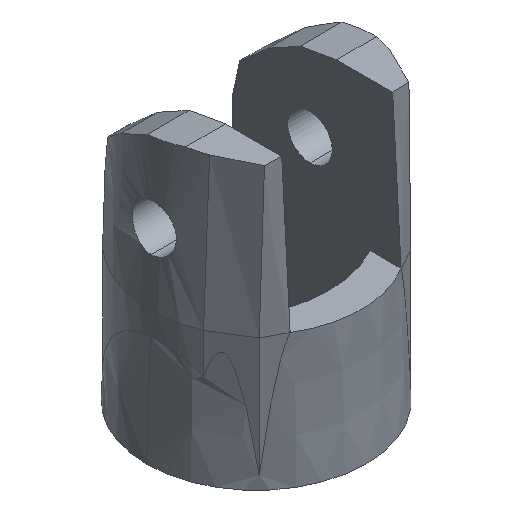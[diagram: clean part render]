
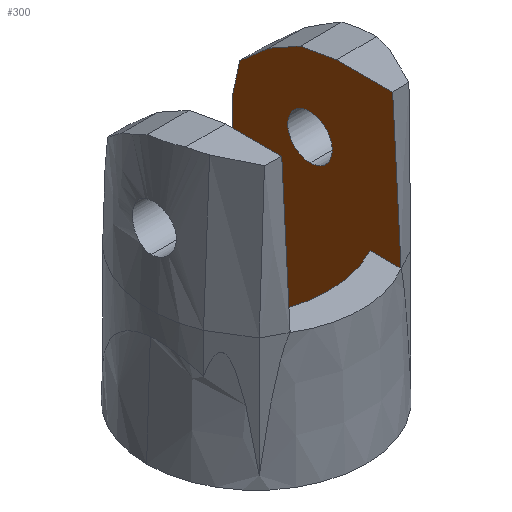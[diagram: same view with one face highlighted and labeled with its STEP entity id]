
A CAD part, isometric view. The second image highlights one B-rep face of the part: STEP entity #300.
In plain terms, the highlighted planar face has unit normal (-1, 0, 0).
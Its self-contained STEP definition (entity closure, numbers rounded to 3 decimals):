
#22 = ORIENTED_EDGE ( 'NONE', *, *, #739, .T. ) ;
#30 = DIRECTION ( 'NONE',  ( 0., -1., 0. ) ) ;
#36 = VECTOR ( 'NONE', #438, 1000. ) ;
#42 = VECTOR ( 'NONE', #1126, 1000. ) ;
#46 = CARTESIAN_POINT ( 'NONE',  ( 14.994, -4.734, 0.725 ) ) ;
#54 = CARTESIAN_POINT ( 'NONE',  ( 14.994, -6.926, 10.058 ) ) ;
#71 = VERTEX_POINT ( 'NONE', #46 ) ;
#75 = VERTEX_POINT ( 'NONE', #1383 ) ;
#83 = EDGE_CURVE ( 'NONE', #685, #992, #170, .T. ) ;
#86 = DIRECTION ( 'NONE',  ( 0., 0., 1. ) ) ;
#101 = DIRECTION ( 'NONE',  ( 0., 0., 1. ) ) ;
#103 = CARTESIAN_POINT ( 'NONE',  ( 14.994, 5.009, 10.058 ) ) ;
#115 = VECTOR ( 'NONE', #449, 1000. ) ;
#118 = EDGE_CURVE ( 'NONE', #569, #901, #960, .T. ) ;
#124 = CARTESIAN_POINT ( 'NONE',  ( 14.994, -6.33, 20.581 ) ) ;
#148 = VECTOR ( 'NONE', #890, 1000. ) ;
#160 = CARTESIAN_POINT ( 'NONE',  ( 14.994, -2.346, 20.581 ) ) ;
#170 = LINE ( 'NONE', #54, #42 ) ;
#178 = EDGE_CURVE ( 'NONE', #685, #371, #1115, .T. ) ;
#182 = CARTESIAN_POINT ( 'NONE',  ( 14.994, 7.922, 1.859 ) ) ;
#218 = VERTEX_POINT ( 'NONE', #1388 ) ;
#233 = LINE ( 'NONE', #1098, #677 ) ;
#245 = ORIENTED_EDGE ( 'NONE', *, *, #118, .F. ) ;
#256 = EDGE_LOOP ( 'NONE', ( #458, #532 ) ) ;
#289 = VECTOR ( 'NONE', #1517, 1000. ) ;
#291 = DIRECTION ( 'NONE',  ( 0., -0.985, 0.175 ) ) ;
#300 = ADVANCED_FACE ( 'NONE', ( #1308, #1607 ), #986, .F. ) ;
#301 = CARTESIAN_POINT ( 'NONE',  ( 14.994, 2.861, 0.725 ) ) ;
#306 = DIRECTION ( 'NONE',  ( 0., 0., 1. ) ) ;
#316 = LINE ( 'NONE', #1524, #289 ) ;
#333 = DIRECTION ( 'NONE',  ( 0., -0.219, 0.976 ) ) ;
#335 = LINE ( 'NONE', #301, #1301 ) ;
#339 = CARTESIAN_POINT ( 'NONE',  ( 14.994, 5.009, 14.852 ) ) ;
#371 = VERTEX_POINT ( 'NONE', #1447 ) ;
#372 = DIRECTION ( 'NONE',  ( 0., 0., 1. ) ) ;
#379 = EDGE_LOOP ( 'NONE', ( #756, #1081, #22, #1451, #1715, #1093, #1305, #743, #1064, #1403, #245, #1290 ) ) ;
#389 = EDGE_CURVE ( 'NONE', #1729, #1534, #1346, .T. ) ;
#397 = AXIS2_PLACEMENT_3D ( 'NONE', #1373, #1429, #1452 ) ;
#438 = DIRECTION ( 'NONE',  ( 0., -1., 0. ) ) ;
#449 = DIRECTION ( 'NONE',  ( 0., 0., 1. ) ) ;
#458 = ORIENTED_EDGE ( 'NONE', *, *, #634, .F. ) ;
#532 = ORIENTED_EDGE ( 'NONE', *, *, #813, .F. ) ;
#564 = VECTOR ( 'NONE', #574, 1000. ) ;
#569 = VERTEX_POINT ( 'NONE', #823 ) ;
#572 = CARTESIAN_POINT ( 'NONE',  ( 14.994, 5.009, 15.319 ) ) ;
#574 = DIRECTION ( 'NONE',  ( 0., 1., 0. ) ) ;
#579 = CARTESIAN_POINT ( 'NONE',  ( 14.994, -0.591, 10.058 ) ) ;
#613 = CARTESIAN_POINT ( 'NONE',  ( 14.994, 11.692, 10.803 ) ) ;
#634 = EDGE_CURVE ( 'NONE', #75, #218, #1161, .T. ) ;
#637 = LINE ( 'NONE', #1672, #36 ) ;
#640 = VERTEX_POINT ( 'NONE', #160 ) ;
#660 = VECTOR ( 'NONE', #333, 1000. ) ;
#677 = VECTOR ( 'NONE', #291, 1000. ) ;
#678 = VECTOR ( 'NONE', #101, 1000. ) ;
#685 = VERTEX_POINT ( 'NONE', #1497 ) ;
#694 = CIRCLE ( 'NONE', #1635, 1.578 ) ;
#728 = EDGE_CURVE ( 'NONE', #1729, #71, #335, .T. ) ;
#739 = EDGE_CURVE ( 'NONE', #1706, #1534, #637, .T. ) ;
#743 = ORIENTED_EDGE ( 'NONE', *, *, #83, .T. ) ;
#752 = CARTESIAN_POINT ( 'NONE',  ( 14.994, 10.476, 14.437 ) ) ;
#756 = ORIENTED_EDGE ( 'NONE', *, *, #1622, .F. ) ;
#779 = CARTESIAN_POINT ( 'NONE',  ( 14.994, 2.861, 0.725 ) ) ;
#813 = EDGE_CURVE ( 'NONE', #218, #75, #694, .T. ) ;
#823 = CARTESIAN_POINT ( 'NONE',  ( 14.994, 2.469, 18.884 ) ) ;
#890 = DIRECTION ( 'NONE',  ( 0., -0.752, 0.659 ) ) ;
#901 = VERTEX_POINT ( 'NONE', #1190 ) ;
#914 = VECTOR ( 'NONE', #372, 1000. ) ;
#939 = AXIS2_PLACEMENT_3D ( 'NONE', #1389, #1250, #306 ) ;
#950 = VERTEX_POINT ( 'NONE', #1444 ) ;
#960 = LINE ( 'NONE', #752, #1692 ) ;
#986 = PLANE ( 'NONE',  #397 ) ;
#992 = VERTEX_POINT ( 'NONE', #124 ) ;
#1017 = CARTESIAN_POINT ( 'NONE',  ( 14.994, -0.465, 14.893 ) ) ;
#1043 = CARTESIAN_POINT ( 'NONE',  ( 14.994, 2.861, 10.058 ) ) ;
#1064 = ORIENTED_EDGE ( 'NONE', *, *, #1204, .F. ) ;
#1081 = ORIENTED_EDGE ( 'NONE', *, *, #1281, .F. ) ;
#1093 = ORIENTED_EDGE ( 'NONE', *, *, #1474, .T. ) ;
#1098 = CARTESIAN_POINT ( 'NONE',  ( 14.994, 6.116, 19.08 ) ) ;
#1115 = LINE ( 'NONE', #579, #564 ) ;
#1126 = DIRECTION ( 'NONE',  ( 0., 0.057, 0.998 ) ) ;
#1161 = CIRCLE ( 'NONE', #939, 1.578 ) ;
#1164 = LINE ( 'NONE', #182, #660 ) ;
#1172 = EDGE_CURVE ( 'NONE', #901, #640, #233, .T. ) ;
#1190 = CARTESIAN_POINT ( 'NONE',  ( 14.994, 0.239, 20.122 ) ) ;
#1204 = EDGE_CURVE ( 'NONE', #640, #992, #316, .T. ) ;
#1216 = LINE ( 'NONE', #572, #115 ) ;
#1250 = DIRECTION ( 'NONE',  ( -1., 0., 0. ) ) ;
#1281 = EDGE_CURVE ( 'NONE', #1706, #1730, #1216, .T. ) ;
#1290 = ORIENTED_EDGE ( 'NONE', *, *, #1752, .F. ) ;
#1301 = VECTOR ( 'NONE', #30, 1000. ) ;
#1305 = ORIENTED_EDGE ( 'NONE', *, *, #178, .F. ) ;
#1307 = CARTESIAN_POINT ( 'NONE',  ( 14.994, -4.734, 0.724 ) ) ;
#1308 = FACE_BOUND ( 'NONE', #256, .T. ) ;
#1346 = LINE ( 'NONE', #1560, #678 ) ;
#1373 = CARTESIAN_POINT ( 'NONE',  ( 14.994, 2.861, 0.724 ) ) ;
#1383 = CARTESIAN_POINT ( 'NONE',  ( 14.994, -0.465, 16.472 ) ) ;
#1388 = CARTESIAN_POINT ( 'NONE',  ( 14.994, -0.465, 13.315 ) ) ;
#1389 = CARTESIAN_POINT ( 'NONE',  ( 14.994, -0.465, 14.893 ) ) ;
#1403 = ORIENTED_EDGE ( 'NONE', *, *, #1172, .F. ) ;
#1429 = DIRECTION ( 'NONE',  ( 1., 0., 0. ) ) ;
#1444 = CARTESIAN_POINT ( 'NONE',  ( 14.994, 4.506, 17.099 ) ) ;
#1447 = CARTESIAN_POINT ( 'NONE',  ( 14.994, -4.734, 10.058 ) ) ;
#1451 = ORIENTED_EDGE ( 'NONE', *, *, #389, .F. ) ;
#1452 = DIRECTION ( 'NONE',  ( 0., 0., -1. ) ) ;
#1474 = EDGE_CURVE ( 'NONE', #71, #371, #1502, .T. ) ;
#1497 = CARTESIAN_POINT ( 'NONE',  ( 14.994, -6.926, 10.058 ) ) ;
#1502 = LINE ( 'NONE', #1307, #914 ) ;
#1517 = DIRECTION ( 'NONE',  ( 0., -1., 0. ) ) ;
#1524 = CARTESIAN_POINT ( 'NONE',  ( 14.994, 5.009, 20.581 ) ) ;
#1534 = VERTEX_POINT ( 'NONE', #1043 ) ;
#1547 = DIRECTION ( 'NONE',  ( 0., -0.874, 0.486 ) ) ;
#1560 = CARTESIAN_POINT ( 'NONE',  ( 14.994, 2.861, 0.724 ) ) ;
#1607 = FACE_OUTER_BOUND ( 'NONE', #379, .T. ) ;
#1622 = EDGE_CURVE ( 'NONE', #1730, #950, #1164, .T. ) ;
#1635 = AXIS2_PLACEMENT_3D ( 'NONE', #1017, #1685, #86 ) ;
#1661 = LINE ( 'NONE', #613, #148 ) ;
#1672 = CARTESIAN_POINT ( 'NONE',  ( 14.994, 5.009, 10.058 ) ) ;
#1685 = DIRECTION ( 'NONE',  ( -1., 0., 0. ) ) ;
#1692 = VECTOR ( 'NONE', #1547, 1000. ) ;
#1706 = VERTEX_POINT ( 'NONE', #103 ) ;
#1715 = ORIENTED_EDGE ( 'NONE', *, *, #728, .T. ) ;
#1729 = VERTEX_POINT ( 'NONE', #779 ) ;
#1730 = VERTEX_POINT ( 'NONE', #339 ) ;
#1752 = EDGE_CURVE ( 'NONE', #950, #569, #1661, .T. ) ;
